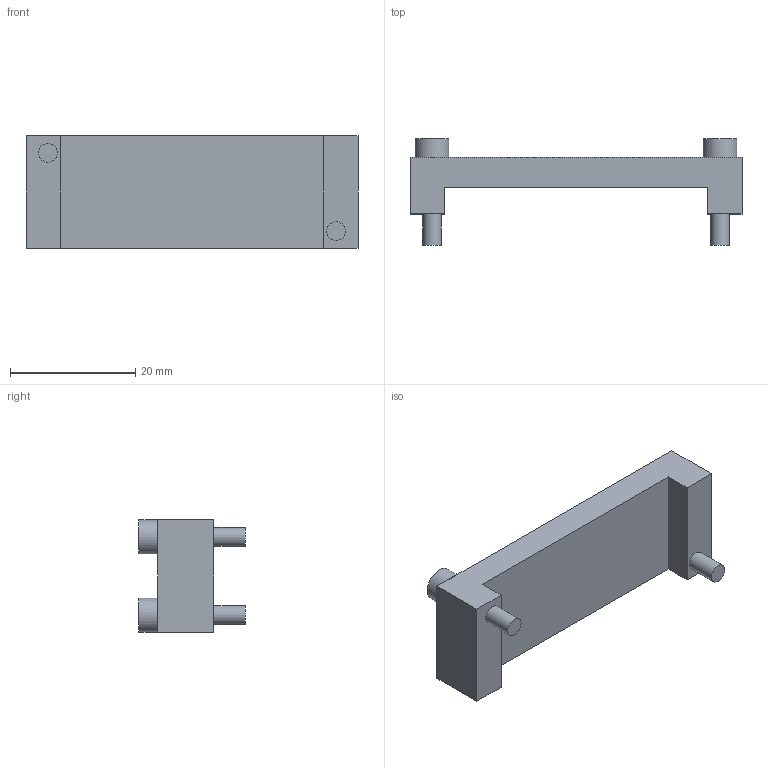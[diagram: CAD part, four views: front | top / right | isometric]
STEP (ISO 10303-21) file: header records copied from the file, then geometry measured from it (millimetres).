
FILE_DESCRIPTION((''),'2;1');
FILE_NAME('2430_00.stp','2006-01-04T09:07:15',('rivolro1'),(''),'Autodesk Inventor 10','Autodesk Inventor 10','');
FILE_SCHEMA(('AUTOMOTIVE_DESIGN { 1 0 10303 214 1 1 1 1 }'));
Length unit declared in the file: millimetre
Products named in the file (1): 2430_00
Bounding box: 53 x 17 x 18 mm (x, y, z)
Volume: 5559.4 mm3; surface area: 3212.7 mm2
Topology: 1 solids, 1 shells, 32 faces, 72 edges, 48 vertices
Faces by surface type: plane 28, cylinder 4
Full cylindrical faces by diameter (mm): 3 x2, 5.4 x2
Entity records: 887 total; most frequent: CARTESIAN_POINT 149, DIRECTION 142, ORIENTED_EDGE 136, EDGE_CURVE 68, VECTOR 60, LINE 60, VERTEX_POINT 48, EDGE_LOOP 42
